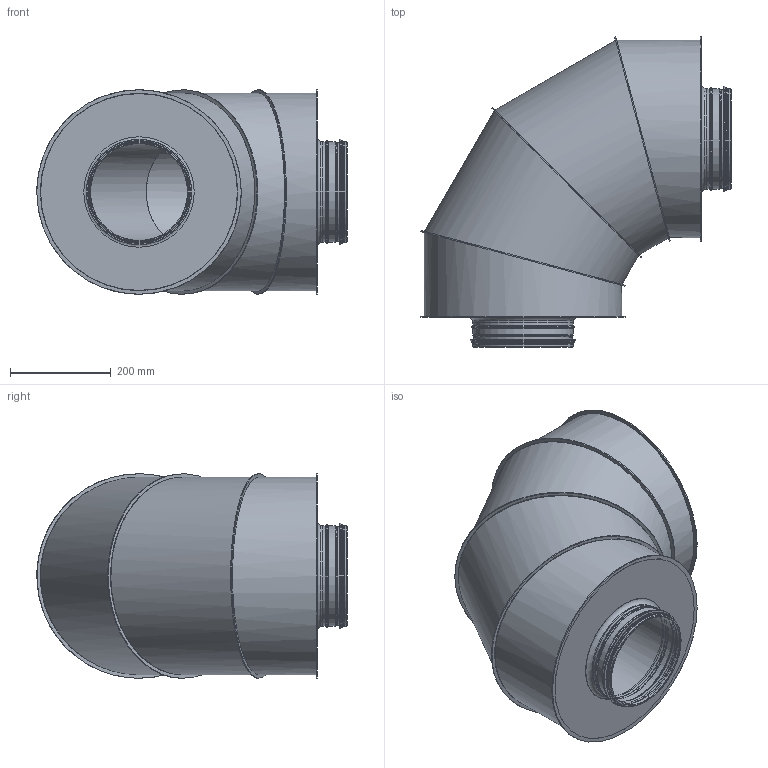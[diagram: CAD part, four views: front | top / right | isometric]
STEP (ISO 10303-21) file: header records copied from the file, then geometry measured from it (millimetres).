
FILE_DESCRIPTION(/* description */ ('Vinkel Ljuddämpare Ø200'),/* implementation_level */ '2;1');
FILE_NAME(/* name */ 'LP10006.stp',/* time_stamp */ '2016-11-28T03:52:44-08:00',/* author */ ('CAD'),/* organization */ (''),/* preprocessor_version */ 'ST-DEVELOPER v16.5',/* originating_system */ 'Autodesk Inventor 2017',/* authorisation */ '');
FILE_SCHEMA (('AUTOMOTIVE_DESIGN { 1 0 10303 214 3 1 1 }'));
Length unit declared in the file: millimetre
Products named in the file (1): HTFV-200
Bounding box: 615.5 x 615.5 x 405.4 mm (x, y, z)
Volume: 103621532 mm3; surface area: 2849460.4 mm2
Topology: 5 solids, 9 shells, 178 faces, 366 edges, 198 vertices
Faces by surface type: torus 50, cone 48, bspline 34, cylinder 30, plane 16
Full cylindrical faces by diameter (mm): 197 x4, 197.55 x4, 198.4 x6, 198.95 x4, 390 x4, 391.4 x4, 405.4 x2
Entity records: 6048 total; most frequent: CARTESIAN_POINT 2931, DIRECTION 677, ORIENTED_EDGE 460, AXIS2_PLACEMENT_3D 326, EDGE_LOOP 318, EDGE_CURVE 218, VERTEX_POINT 178, FACE_OUTER_BOUND 176
